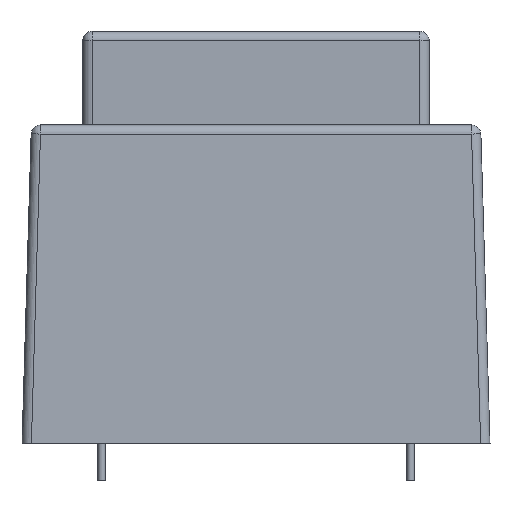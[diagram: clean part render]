
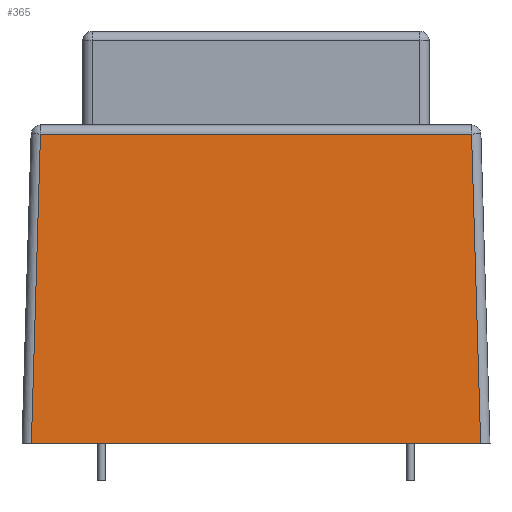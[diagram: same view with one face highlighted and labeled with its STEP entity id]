
A CAD part, left-side view. The second image highlights one B-rep face of the part: STEP entity #365.
In plain terms, the highlighted planar face has unit normal (-1, 0, 0.029).
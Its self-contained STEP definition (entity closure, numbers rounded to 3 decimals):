
#87 = LINE ( 'NONE', #1478, #1863 ) ;
#112 = VECTOR ( 'NONE', #2025, 1000. ) ;
#129 = CARTESIAN_POINT ( 'NONE',  ( -29.001, 24.001, -0.029 ) ) ;
#175 = VERTEX_POINT ( 'NONE', #1436 ) ;
#219 = LINE ( 'NONE', #129, #112 ) ;
#365 = ADVANCED_FACE ( 'NONE', ( #771 ), #1509, .F. ) ;
#408 = CARTESIAN_POINT ( 'NONE',  ( -28.029, 23.029, 33.029 ) ) ;
#424 = CARTESIAN_POINT ( 'NONE',  ( -29., 25., 0. ) ) ;
#494 = EDGE_CURVE ( 'NONE', #175, #1739, #1106, .T. ) ;
#519 = CARTESIAN_POINT ( 'NONE',  ( -28.958, -23.958, 1.439 ) ) ;
#613 = EDGE_CURVE ( 'NONE', #977, #175, #1591, .T. ) ;
#656 = ORIENTED_EDGE ( 'NONE', *, *, #613, .T. ) ;
#728 = CARTESIAN_POINT ( 'NONE',  ( -29., 24., 0. ) ) ;
#769 = VECTOR ( 'NONE', #1266, 1000. ) ;
#771 = FACE_OUTER_BOUND ( 'NONE', #1907, .T. ) ;
#820 = VECTOR ( 'NONE', #1376, 1000. ) ;
#846 = AXIS2_PLACEMENT_3D ( 'NONE', #424, #899, #1516 ) ;
#876 = ORIENTED_EDGE ( 'NONE', *, *, #494, .T. ) ;
#899 = DIRECTION ( 'NONE',  ( 1., 0., -0.029 ) ) ;
#926 = CARTESIAN_POINT ( 'NONE',  ( -28.029, 25., 33.029 ) ) ;
#977 = VERTEX_POINT ( 'NONE', #1876 ) ;
#1053 = ORIENTED_EDGE ( 'NONE', *, *, #1584, .T. ) ;
#1106 = LINE ( 'NONE', #926, #820 ) ;
#1266 = DIRECTION ( 'NONE',  ( 0.029, 0.029, 0.999 ) ) ;
#1376 = DIRECTION ( 'NONE',  ( 0., 1., 0. ) ) ;
#1429 = EDGE_CURVE ( 'NONE', #1739, #1789, #219, .T. ) ;
#1436 = CARTESIAN_POINT ( 'NONE',  ( -28.029, -23.029, 33.029 ) ) ;
#1478 = CARTESIAN_POINT ( 'NONE',  ( -29., 25., 0. ) ) ;
#1509 = PLANE ( 'NONE',  #846 ) ;
#1516 = DIRECTION ( 'NONE',  ( -0.029, 0., -1. ) ) ;
#1584 = EDGE_CURVE ( 'NONE', #1789, #977, #87, .T. ) ;
#1591 = LINE ( 'NONE', #519, #769 ) ;
#1739 = VERTEX_POINT ( 'NONE', #408 ) ;
#1789 = VERTEX_POINT ( 'NONE', #728 ) ;
#1863 = VECTOR ( 'NONE', #1918, 1000. ) ;
#1876 = CARTESIAN_POINT ( 'NONE',  ( -29., -24., 0. ) ) ;
#1907 = EDGE_LOOP ( 'NONE', ( #876, #1969, #1053, #656 ) ) ;
#1918 = DIRECTION ( 'NONE',  ( 0., -1., 0. ) ) ;
#1969 = ORIENTED_EDGE ( 'NONE', *, *, #1429, .T. ) ;
#2025 = DIRECTION ( 'NONE',  ( -0.029, 0.029, -0.999 ) ) ;
